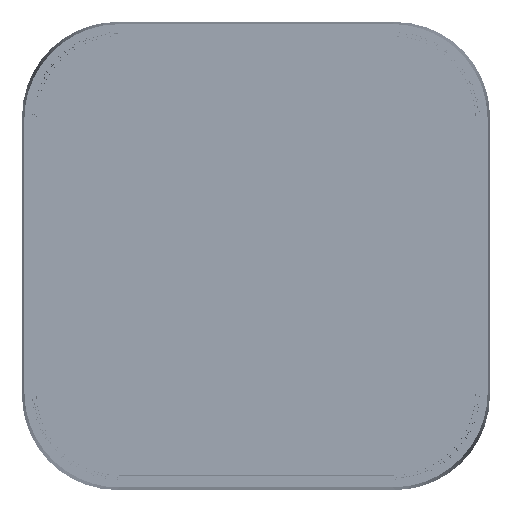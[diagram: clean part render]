
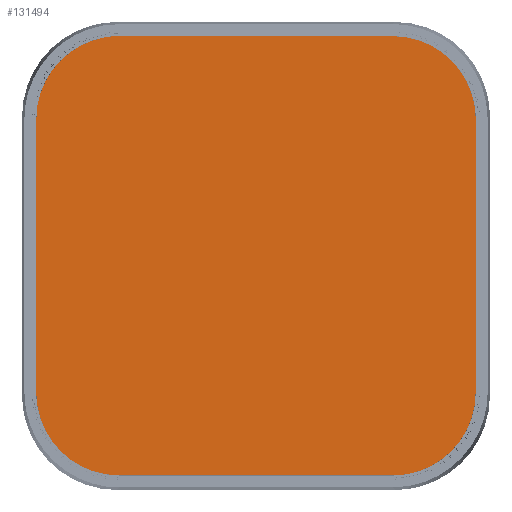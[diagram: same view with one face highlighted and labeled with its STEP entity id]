
A CAD part, top view. The second image highlights one B-rep face of the part: STEP entity #131494.
In plain terms, the highlighted free-form (B-spline) face has degree [1, 1] with [2, 2] control points.
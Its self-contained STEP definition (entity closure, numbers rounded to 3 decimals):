
#131494 = ADVANCED_FACE('',(#131495),#131557,.T.);
#131495 = FACE_BOUND('',#131496,.T.);
#131496 = EDGE_LOOP('',(#131497,#131507,#131514,#131522,#131529,#131537,
    #131544,#131552));
#131497 = ORIENTED_EDGE('',*,*,#131498,.F.);
#131498 = EDGE_CURVE('',#131499,#131501,#131503,.T.);
#131499 = VERTEX_POINT('',#131500);
#131500 = CARTESIAN_POINT('',(-27.083,-43.534,
    27.406));
#131501 = VERTEX_POINT('',#131502);
#131502 = CARTESIAN_POINT('',(-43.533,-27.083,
    27.406));
#131503 = ( BOUNDED_CURVE() B_SPLINE_CURVE(2,(#131504,#131505,#131506),
.UNSPECIFIED.,.F.,.F.) B_SPLINE_CURVE_WITH_KNOTS((3,3),(6.283,
7.854),.PIECEWISE_BEZIER_KNOTS.) CURVE() 
GEOMETRIC_REPRESENTATION_ITEM() RATIONAL_B_SPLINE_CURVE((1.,
0.707,1.)) REPRESENTATION_ITEM('') );
#131504 = CARTESIAN_POINT('',(-27.083,-43.533,
    27.406));
#131505 = CARTESIAN_POINT('',(-43.534,-43.534,
    27.406));
#131506 = CARTESIAN_POINT('',(-43.533,-27.083,
    27.406));
#131507 = ORIENTED_EDGE('',*,*,#131508,.F.);
#131508 = EDGE_CURVE('',#131509,#131499,#131511,.T.);
#131509 = VERTEX_POINT('',#131510);
#131510 = CARTESIAN_POINT('',(27.083,-43.533,
    27.406));
#131511 = B_SPLINE_CURVE_WITH_KNOTS('',1,(#131512,#131513),
  .UNSPECIFIED.,.F.,.F.,(2,2),(0.,57.513),
  .PIECEWISE_BEZIER_KNOTS.);
#131512 = CARTESIAN_POINT('',(27.083,-43.534,
    27.406));
#131513 = CARTESIAN_POINT('',(-27.083,-43.534,
    27.406));
#131514 = ORIENTED_EDGE('',*,*,#131515,.F.);
#131515 = EDGE_CURVE('',#131516,#131509,#131518,.T.);
#131516 = VERTEX_POINT('',#131517);
#131517 = CARTESIAN_POINT('',(43.534,-27.083,
    27.406));
#131518 = ( BOUNDED_CURVE() B_SPLINE_CURVE(2,(#131519,#131520,#131521),
.UNSPECIFIED.,.F.,.F.) B_SPLINE_CURVE_WITH_KNOTS((3,3),(4.712,
6.283),.PIECEWISE_BEZIER_KNOTS.) CURVE() 
GEOMETRIC_REPRESENTATION_ITEM() RATIONAL_B_SPLINE_CURVE((1.,
0.707,1.)) REPRESENTATION_ITEM('') );
#131519 = CARTESIAN_POINT('',(43.533,-27.083,
    27.406));
#131520 = CARTESIAN_POINT('',(43.534,-43.534,
    27.406));
#131521 = CARTESIAN_POINT('',(27.083,-43.533,
    27.406));
#131522 = ORIENTED_EDGE('',*,*,#131523,.F.);
#131523 = EDGE_CURVE('',#131524,#131516,#131526,.T.);
#131524 = VERTEX_POINT('',#131525);
#131525 = CARTESIAN_POINT('',(43.533,27.083,
    27.406));
#131526 = B_SPLINE_CURVE_WITH_KNOTS('',1,(#131527,#131528),
  .UNSPECIFIED.,.F.,.F.,(2,2),(0.,57.513),
  .PIECEWISE_BEZIER_KNOTS.);
#131527 = CARTESIAN_POINT('',(43.534,27.083,
    27.406));
#131528 = CARTESIAN_POINT('',(43.534,-27.083,
    27.406));
#131529 = ORIENTED_EDGE('',*,*,#131530,.F.);
#131530 = EDGE_CURVE('',#131531,#131524,#131533,.T.);
#131531 = VERTEX_POINT('',#131532);
#131532 = CARTESIAN_POINT('',(27.083,43.534,
    27.406));
#131533 = ( BOUNDED_CURVE() B_SPLINE_CURVE(2,(#131534,#131535,#131536),
.UNSPECIFIED.,.F.,.F.) B_SPLINE_CURVE_WITH_KNOTS((3,3),(3.142,
4.712),.PIECEWISE_BEZIER_KNOTS.) CURVE() 
GEOMETRIC_REPRESENTATION_ITEM() RATIONAL_B_SPLINE_CURVE((1.,
0.707,1.)) REPRESENTATION_ITEM('') );
#131534 = CARTESIAN_POINT('',(27.083,43.533,
    27.406));
#131535 = CARTESIAN_POINT('',(43.534,43.534,
    27.406));
#131536 = CARTESIAN_POINT('',(43.533,27.083,
    27.406));
#131537 = ORIENTED_EDGE('',*,*,#131538,.F.);
#131538 = EDGE_CURVE('',#131539,#131531,#131541,.T.);
#131539 = VERTEX_POINT('',#131540);
#131540 = CARTESIAN_POINT('',(-27.083,43.533,
    27.406));
#131541 = B_SPLINE_CURVE_WITH_KNOTS('',1,(#131542,#131543),
  .UNSPECIFIED.,.F.,.F.,(2,2),(0.,57.513),
  .PIECEWISE_BEZIER_KNOTS.);
#131542 = CARTESIAN_POINT('',(-27.083,43.534,
    27.406));
#131543 = CARTESIAN_POINT('',(27.083,43.534,
    27.406));
#131544 = ORIENTED_EDGE('',*,*,#131545,.F.);
#131545 = EDGE_CURVE('',#131546,#131539,#131548,.T.);
#131546 = VERTEX_POINT('',#131547);
#131547 = CARTESIAN_POINT('',(-43.534,27.083,
    27.406));
#131548 = ( BOUNDED_CURVE() B_SPLINE_CURVE(2,(#131549,#131550,#131551),
.UNSPECIFIED.,.F.,.F.) B_SPLINE_CURVE_WITH_KNOTS((3,3),(1.571,
3.142),.PIECEWISE_BEZIER_KNOTS.) CURVE() 
GEOMETRIC_REPRESENTATION_ITEM() RATIONAL_B_SPLINE_CURVE((1.,
0.707,1.)) REPRESENTATION_ITEM('') );
#131549 = CARTESIAN_POINT('',(-43.533,27.083,
    27.406));
#131550 = CARTESIAN_POINT('',(-43.534,43.534,
    27.406));
#131551 = CARTESIAN_POINT('',(-27.083,43.533,
    27.406));
#131552 = ORIENTED_EDGE('',*,*,#131553,.F.);
#131553 = EDGE_CURVE('',#131501,#131546,#131554,.T.);
#131554 = B_SPLINE_CURVE_WITH_KNOTS('',1,(#131555,#131556),
  .UNSPECIFIED.,.F.,.F.,(2,2),(0.,57.513),
  .PIECEWISE_BEZIER_KNOTS.);
#131555 = CARTESIAN_POINT('',(-43.534,-27.083,
    27.406));
#131556 = CARTESIAN_POINT('',(-43.534,27.083,
    27.406));
#131557 = B_SPLINE_SURFACE_WITH_KNOTS('',1,1,(
    (#131558,#131559)
    ,(#131560,#131561
    )),.UNSPECIFIED.,.F.,.F.,.F.,(2,2),(2,2),(-74.981,
    17.468),(0.031,92.48),
  .PIECEWISE_BEZIER_KNOTS.);
#131558 = CARTESIAN_POINT('',(-43.534,43.534,
    27.406));
#131559 = CARTESIAN_POINT('',(43.534,43.534,
    27.406));
#131560 = CARTESIAN_POINT('',(-43.534,-43.534,
    27.406));
#131561 = CARTESIAN_POINT('',(43.534,-43.534,
    27.406));
